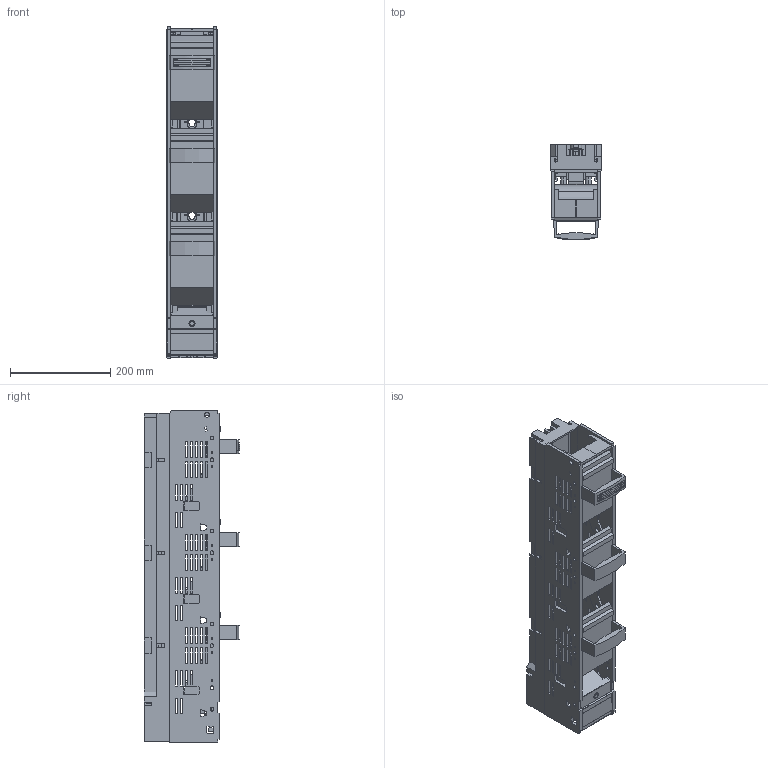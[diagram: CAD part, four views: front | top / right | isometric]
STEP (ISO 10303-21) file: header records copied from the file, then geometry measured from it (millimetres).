
FILE_DESCRIPTION(('CATIA V5 STEP'),'2;1');
FILE_NAME('L0591_NH-Wandlerlastschaltleiste_SL2_3x_9_KM2G_F_W.stp','2018-09-12T06:33:48+00:00',('none'),('Jean Müller GmbH'),'CATIA Version 5 Release 19 SP 9 (IN-10)','CATIA V5 STEP AP214','none');
FILE_SCHEMA(('AUTOMOTIVE_DESIGN { 1 0 10303 214 1 1 1 1 }'));
Products named in the file (1): L0591_NH-Wandlerlastschaltleiste SL2-3x/9/KM2G-F/W
Bounding box: 100 x 189.71 x 661 mm (x, y, z)
Volume: 3069432.5 mm3; surface area: 1031251.6 mm2
Topology: 17 solids, 17 shells, 3069 faces, 8520 edges, 5455 vertices
Faces by surface type: plane 2545, cylinder 287, bspline 180, cone 57
Entity records: 107045 total; most frequent: CARTESIAN_POINT 33694, ORIENTED_EDGE 17028, DIRECTION 11764, EDGE_CURVE 8514, VECTOR 6820, LINE 6820, VERTEX_POINT 5455, EDGE_LOOP 3447
